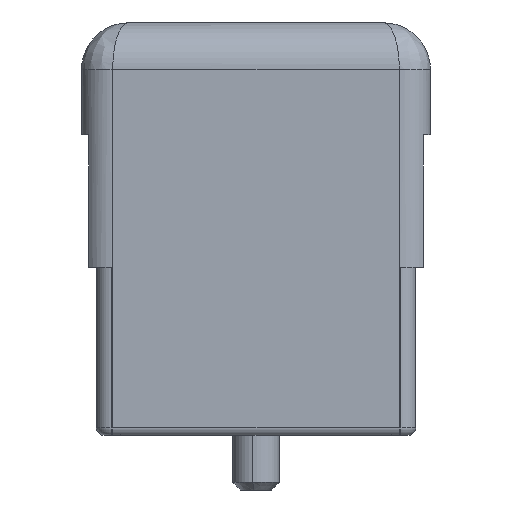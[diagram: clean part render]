
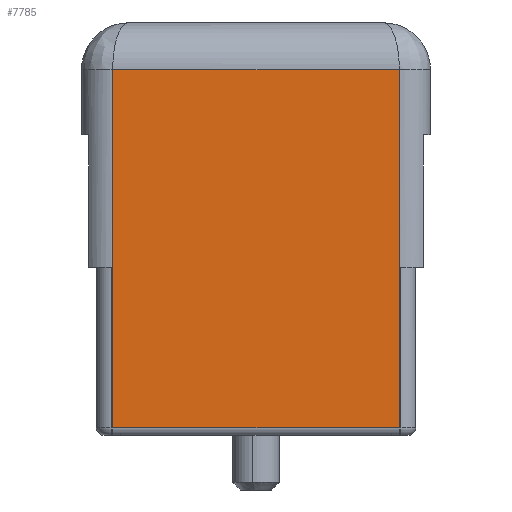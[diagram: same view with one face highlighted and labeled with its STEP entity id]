
A CAD part, front view. The second image highlights one B-rep face of the part: STEP entity #7785.
In plain terms, the highlighted planar face has unit normal (0, -1, 0).
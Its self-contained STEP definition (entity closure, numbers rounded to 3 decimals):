
#7767=AXIS2_PLACEMENT_3D('Plane Axis2P3D',#7764,#7765,#7766) ;
#6474=CARTESIAN_POINT('Vertex',(2.,0.,27.)) ;
#7507=CARTESIAN_POINT('Vertex',(2.,0.,4.)) ;
#7510=CARTESIAN_POINT('Line Origine',(2.,0.,14.3)) ;
#7577=CARTESIAN_POINT('Line Origine',(20.4,0.,30.)) ;
#7581=CARTESIAN_POINT('Vertex',(20.4,0.,4.)) ;
#7583=CARTESIAN_POINT('Vertex',(20.4,0.,27.)) ;
#7764=CARTESIAN_POINT('Axis2P3D Location',(21.45,0.,14.3)) ;
#7769=CARTESIAN_POINT('Line Origine',(11.2,0.,4.)) ;
#7774=CARTESIAN_POINT('Line Origine',(11.2,0.,27.)) ;
#7511=DIRECTION('Vector Direction',(0.,0.,-1.)) ;
#7578=DIRECTION('Vector Direction',(0.,0.,-1.)) ;
#7765=DIRECTION('Axis2P3D Direction',(0.,-1.,0.)) ;
#7766=DIRECTION('Axis2P3D XDirection',(0.,0.,-1.)) ;
#7770=DIRECTION('Vector Direction',(1.,0.,0.)) ;
#7775=DIRECTION('Vector Direction',(-1.,0.,0.)) ;
#7512=VECTOR('Line Direction',#7511,1.) ;
#7579=VECTOR('Line Direction',#7578,1.) ;
#7771=VECTOR('Line Direction',#7770,1.) ;
#7776=VECTOR('Line Direction',#7775,1.) ;
#7780=ORIENTED_EDGE('',*,*,#7514,.T.) ;
#7781=ORIENTED_EDGE('',*,*,#7773,.T.) ;
#7782=ORIENTED_EDGE('',*,*,#7585,.T.) ;
#7783=ORIENTED_EDGE('',*,*,#7778,.T.) ;
#7785=ADVANCED_FACE('Hauptkoerper',(#7784),#7768,.T.) ;
#7514=EDGE_CURVE('',#6475,#7508,#7513,.T.) ;
#7585=EDGE_CURVE('',#7582,#7584,#7580,.F.) ;
#7773=EDGE_CURVE('',#7508,#7582,#7772,.T.) ;
#7778=EDGE_CURVE('',#7584,#6475,#7777,.T.) ;
#7779=EDGE_LOOP('',(#7780,#7781,#7782,#7783)) ;
#7784=FACE_OUTER_BOUND('',#7779,.T.) ;
#7513=LINE('Line',#7510,#7512) ;
#7580=LINE('Line',#7577,#7579) ;
#7772=LINE('Line',#7769,#7771) ;
#7777=LINE('Line',#7774,#7776) ;
#7768=PLANE('',#7767) ;
#6475=VERTEX_POINT('',#6474) ;
#7508=VERTEX_POINT('',#7507) ;
#7582=VERTEX_POINT('',#7581) ;
#7584=VERTEX_POINT('',#7583) ;
